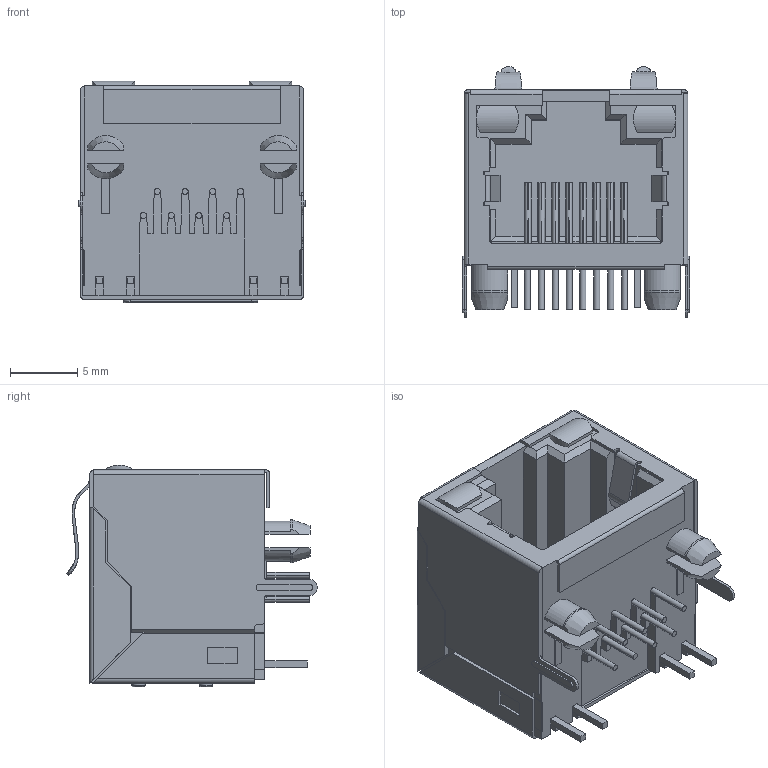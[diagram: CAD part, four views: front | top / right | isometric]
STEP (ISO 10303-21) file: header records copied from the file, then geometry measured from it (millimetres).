
FILE_DESCRIPTION((''),'2;1');
FILE_NAME('DGKYD561188DE6A3DY1027','2023-03-16T15:35:40',('Administrator'),(''),'CREO PARAMETRIC BY PTC INC, 2019010','CREO PARAMETRIC BY PTC INC, 2019010','');
FILE_SCHEMA(('CONFIG_CONTROL_DESIGN'));
Length unit declared in the file: millimetre
Products named in the file (1): DGKYD561188DE6A3DY1027
Bounding box: 16.9 x 18.62 x 16.46 mm (x, y, z)
Volume: 2323.3 mm3; surface area: 2777.9 mm2
Topology: 1 solids, 1 shells, 583 faces, 1672 edges, 1107 vertices
Faces by surface type: plane 456, cylinder 111, extrusion 6, cone 6, torus 4
Entity records: 19814 total; most frequent: CARTESIAN_POINT 4586, ORIENTED_EDGE 3344, DIRECTION 2879, EDGE_CURVE 1672, VECTOR 1333, LINE 1327, VERTEX_POINT 1107, AXIS2_PLACEMENT_3D 773
